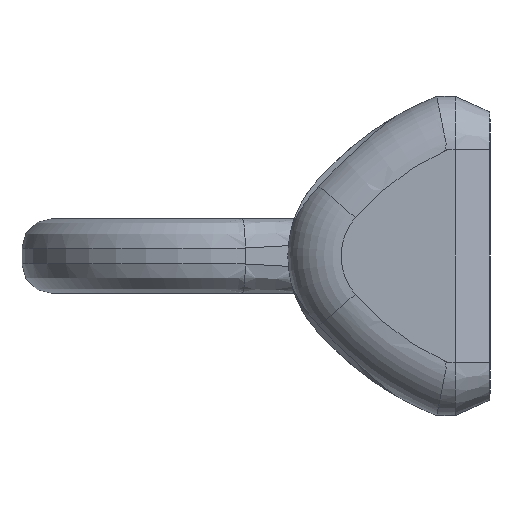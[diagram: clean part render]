
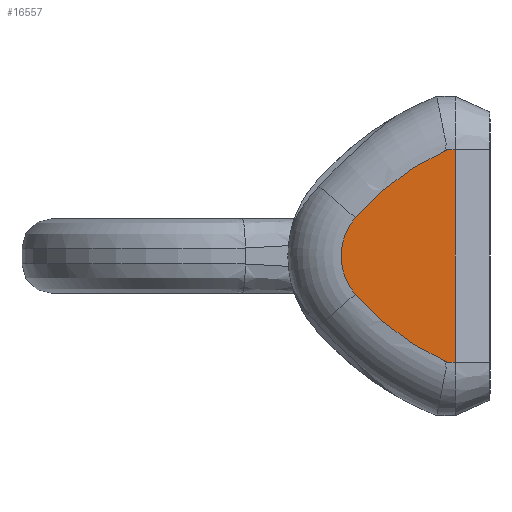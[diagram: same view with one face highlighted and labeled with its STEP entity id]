
A CAD part, left-side view. The second image highlights one B-rep face of the part: STEP entity #16557.
In plain terms, the highlighted face is planar.
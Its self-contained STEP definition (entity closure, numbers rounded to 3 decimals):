
#11668=CARTESIAN_POINT('',(0.,17.,30.));
#11669=DIRECTION('',(0.,0.,1.));
#11670=DIRECTION('',(0.654,0.757,0.));
#11671=AXIS2_PLACEMENT_3D('',#11668,#11669,#11670);
#11708=DIRECTION('',(0.,-1.,0.));
#11709=VECTOR('',#11708,1.467);
#11710=CARTESIAN_POINT('',(-20.,7.997,30.));
#11711=LINE('',#11710,#11709);
#11712=CARTESIAN_POINT('',(24.843,-11.755,30.));
#11713=DIRECTION('',(0.,0.,-1.));
#11714=DIRECTION('',(-0.915,0.403,0.));
#11715=AXIS2_PLACEMENT_3D('',#11712,#11713,#11714);
#11717=CARTESIAN_POINT('',(-24.843,-11.755,30.));
#11718=DIRECTION('',(0.,0.,1.));
#11719=DIRECTION('',(0.915,0.403,0.));
#11720=AXIS2_PLACEMENT_3D('',#11717,#11718,#11719);
#11722=DIRECTION('',(0.,-1.,0.));
#11723=VECTOR('',#11722,1.467);
#11724=CARTESIAN_POINT('',(20.,7.997,30.));
#11725=LINE('',#11724,#11723);
#11730=DIRECTION('',(1.,0.,0.));
#11731=VECTOR('',#11730,40.);
#11732=CARTESIAN_POINT('',(-20.,6.53,30.));
#11733=LINE('',#11732,#11731);
#11789=CARTESIAN_POINT('',(20.,7.997,30.));
#15549=CARTESIAN_POINT('',(-20.,7.997,30.));
#15550=CARTESIAN_POINT('',(-20.,6.53,30.));
#15551=VERTEX_POINT('',#15549);
#15552=VERTEX_POINT('',#15550);
#15555=CARTESIAN_POINT('',(-7.191,25.324,30.));
#15557=VERTEX_POINT('',#15555);
#15559=CARTESIAN_POINT('',(7.191,25.324,30.));
#15561=VERTEX_POINT('',#15559);
#16155=VERTEX_POINT('',#11789);
#16157=CARTESIAN_POINT('',(20.,6.53,30.));
#16158=VERTEX_POINT('',#16157);
#16539=CARTESIAN_POINT('',(0.,0.,30.));
#16540=DIRECTION('',(0.,0.,-1.));
#16541=DIRECTION('',(-1.,0.,0.));
#16542=AXIS2_PLACEMENT_3D('',#16539,#16540,#16541);
#16543=PLANE('',#16542);
#16545=ORIENTED_EDGE('',*,*,#16544,.F.);
#16547=ORIENTED_EDGE('',*,*,#16546,.F.);
#16549=ORIENTED_EDGE('',*,*,#16548,.T.);
#16550=ORIENTED_EDGE('',*,*,#16526,.F.);
#16552=ORIENTED_EDGE('',*,*,#16551,.F.);
#16554=ORIENTED_EDGE('',*,*,#16553,.T.);
#16555=EDGE_LOOP('',(#16545,#16547,#16549,#16550,#16552,#16554));
#16556=FACE_OUTER_BOUND('',#16555,.F.);
#16557=ADVANCED_FACE('',(#16556),#16543,.F.);
#11672=CIRCLE('',#11671,11.);
#11716=CIRCLE('',#11715,49.);
#11721=CIRCLE('',#11720,49.);
#16526=EDGE_CURVE('',#15561,#15557,#11672,.T.);
#16544=EDGE_CURVE('',#15552,#16158,#11733,.T.);
#16546=EDGE_CURVE('',#15551,#15552,#11711,.T.);
#16548=EDGE_CURVE('',#15551,#15557,#11716,.T.);
#16551=EDGE_CURVE('',#16155,#15561,#11721,.T.);
#16553=EDGE_CURVE('',#16155,#16158,#11725,.T.);
